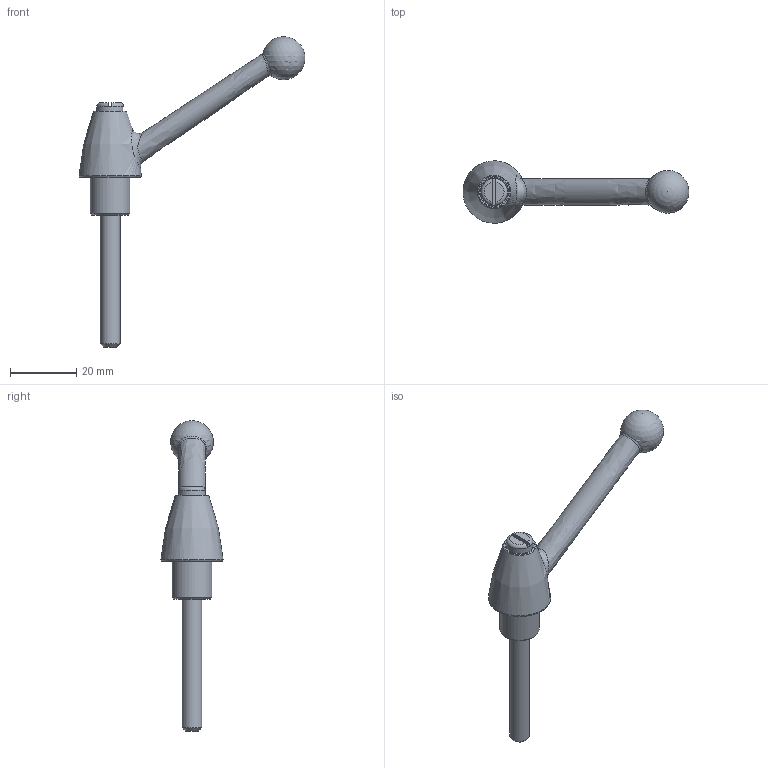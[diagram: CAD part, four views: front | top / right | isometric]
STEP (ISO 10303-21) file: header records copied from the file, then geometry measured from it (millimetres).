
FILE_DESCRIPTION( ( 'Unknown' ), '1' );
FILE_NAME( '7717060_J59_P_M06x40.stp', 'Unknown', ( 'Unknown' ), ( 'Unknown' ), 'PSStep 14.0', 'Unknown', ' ' );
FILE_SCHEMA( ( 'AUTOMOTIVE_DESIGN { 1 0 10303 214 1 1 1 1 }' ) );
Length unit declared in the file: millimetre
Products named in the file (1): 1
Bounding box: 68.37 x 18.85 x 94 mm (x, y, z)
Volume: 9622.5 mm3; surface area: 4239.7 mm2
Topology: 1 solids, 1 shells, 26 faces, 59 edges, 38 vertices
Faces by surface type: plane 10, bspline 6, cylinder 4, torus 3, cone 2, sphere 1
Full cylindrical faces by diameter (mm): 6 x1, 8 x1, 8.2 x1, 12 x1
Entity records: 6940 total; most frequent: CARTESIAN_POINT 6303, DIRECTION 78, ORIENTED_EDGE 64, EDGE_LOOP 44, AXIS2_PLACEMENT_3D 37, FACE_OUTER_BOUND 36, EDGE_CURVE 32, STYLED_ITEM 26
